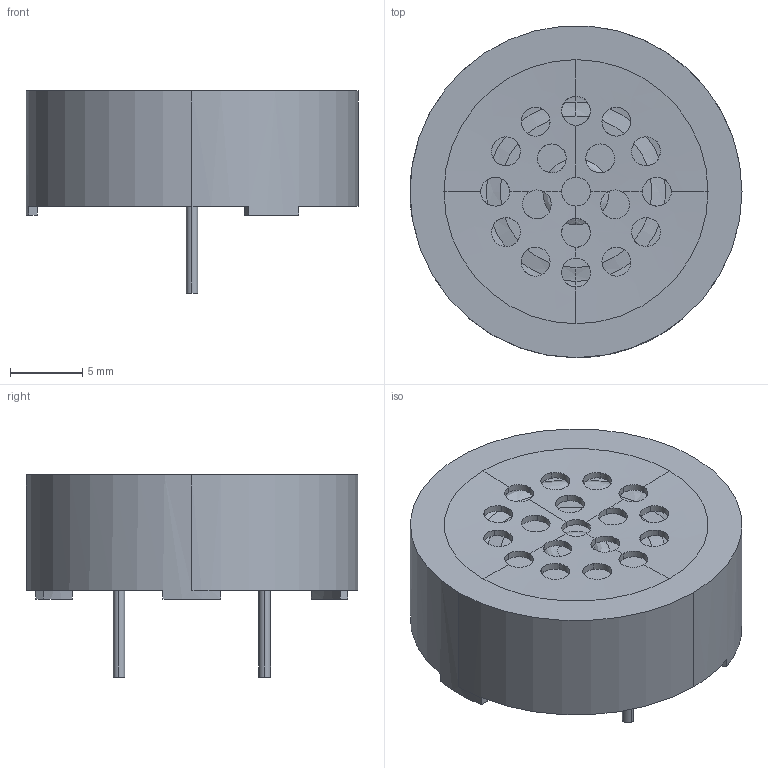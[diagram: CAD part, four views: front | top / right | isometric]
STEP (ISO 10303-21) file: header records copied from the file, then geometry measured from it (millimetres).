
FILE_DESCRIPTION(('FreeCAD Model'),'2;1');
FILE_NAME('Open CASCADE Shape Model','2022-01-01T20:01:18',('Author'),( ''),'Open CASCADE STEP processor 7.5','FreeCAD','Unknown');
FILE_SCHEMA(('AUTOMOTIVE_DESIGN { 1 0 10303 214 1 1 1 1 }'));
Length unit declared in the file: millimetre
Products named in the file (1): K 23 PC 091222
Bounding box: 23 x 22.98 x 14 mm (x, y, z)
Volume: 1925.3 mm3; surface area: 3616.9 mm2
Topology: 3 solids, 3 shells, 208 faces, 560 edges, 362 vertices
Faces by surface type: cylinder 145, plane 39, bspline 24
Entity records: 11974 total; most frequent: CARTESIAN_POINT 5873, ORIENTED_EDGE 1120, DIRECTION 1006, EDGE_CURVE 560, AXIS2_PLACEMENT_3D 411, VERTEX_POINT 362, FACE_BOUND 248, EDGE_LOOP 248
